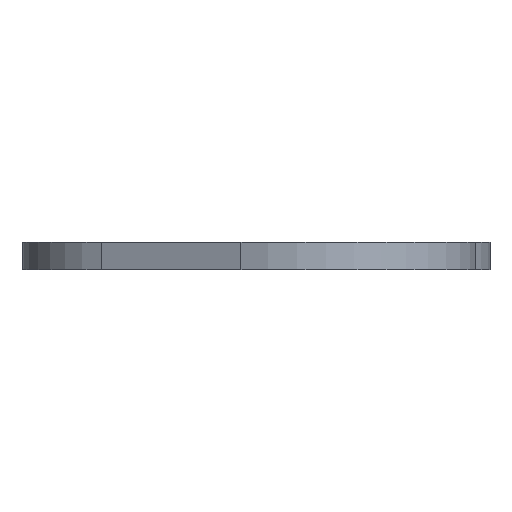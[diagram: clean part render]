
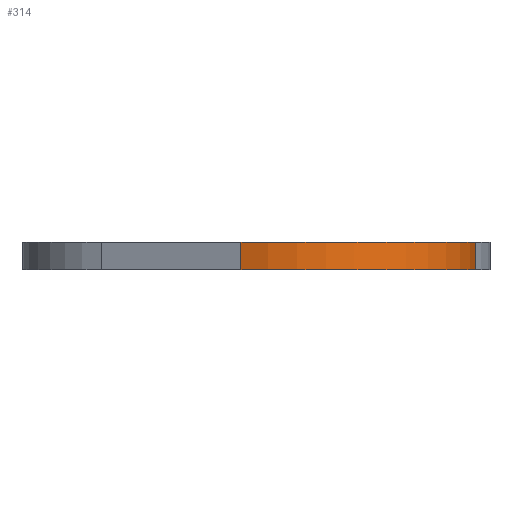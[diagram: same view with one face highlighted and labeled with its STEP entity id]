
A CAD part, left-side view. The second image highlights one B-rep face of the part: STEP entity #314.
In plain terms, the highlighted cylindrical face has radius 38.1 mm (diameter 76.2 mm), a partial arc.
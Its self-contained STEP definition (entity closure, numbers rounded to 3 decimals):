
#11 = CARTESIAN_POINT ( 'NONE',  ( 0., 0., 0. ) ) ;
#39 = CIRCLE ( 'NONE', #1233, 38.1 ) ;
#140 = DIRECTION ( 'NONE',  ( 0., 0., 1. ) ) ;
#233 = VERTEX_POINT ( 'NONE', #1833 ) ;
#314 = ADVANCED_FACE ( 'NONE', ( #454 ), #425, .T. ) ;
#425 = CYLINDRICAL_SURFACE ( 'NONE', #677, 38.1 ) ;
#441 = EDGE_CURVE ( 'NONE', #233, #979, #2372, .T. ) ;
#454 = FACE_OUTER_BOUND ( 'NONE', #2330, .T. ) ;
#490 = EDGE_CURVE ( 'NONE', #979, #2173, #39, .T. ) ;
#524 = ORIENTED_EDGE ( 'NONE', *, *, #1934, .F. ) ;
#552 = DIRECTION ( 'NONE',  ( 1., 0., 0. ) ) ;
#563 = DIRECTION ( 'NONE',  ( 0., 0., 1. ) ) ;
#624 = DIRECTION ( 'NONE',  ( 1., 0., 0. ) ) ;
#677 = AXIS2_PLACEMENT_3D ( 'NONE', #1162, #1787, #552 ) ;
#820 = ORIENTED_EDGE ( 'NONE', *, *, #441, .F. ) ;
#883 = CARTESIAN_POINT ( 'NONE',  ( 36.54, -10.79, -418.84 ) ) ;
#909 = DIRECTION ( 'NONE',  ( 0., 0., 1. ) ) ;
#963 = DIRECTION ( 'NONE',  ( 1., 0., 0. ) ) ;
#979 = VERTEX_POINT ( 'NONE', #1601 ) ;
#1162 = CARTESIAN_POINT ( 'NONE',  ( 0., 0., -418.84 ) ) ;
#1233 = AXIS2_PLACEMENT_3D ( 'NONE', #2189, #563, #963 ) ;
#1402 = VECTOR ( 'NONE', #909, 1000. ) ;
#1425 = VECTOR ( 'NONE', #140, 1000. ) ;
#1525 = ORIENTED_EDGE ( 'NONE', *, *, #490, .F. ) ;
#1575 = VERTEX_POINT ( 'NONE', #1996 ) ;
#1601 = CARTESIAN_POINT ( 'NONE',  ( -34.906, 15.27, 6.35 ) ) ;
#1672 = CARTESIAN_POINT ( 'NONE',  ( 36.54, -10.79, 6.35 ) ) ;
#1787 = DIRECTION ( 'NONE',  ( 0., 0., 1. ) ) ;
#1789 = ORIENTED_EDGE ( 'NONE', *, *, #2286, .T. ) ;
#1818 = AXIS2_PLACEMENT_3D ( 'NONE', #11, #2433, #624 ) ;
#1833 = CARTESIAN_POINT ( 'NONE',  ( -34.906, 15.27, 0. ) ) ;
#1934 = EDGE_CURVE ( 'NONE', #1575, #233, #2088, .T. ) ;
#1996 = CARTESIAN_POINT ( 'NONE',  ( 36.54, -10.79, 0. ) ) ;
#2088 = CIRCLE ( 'NONE', #1818, 38.1 ) ;
#2173 = VERTEX_POINT ( 'NONE', #1672 ) ;
#2189 = CARTESIAN_POINT ( 'NONE',  ( 0., 0., 6.35 ) ) ;
#2286 = EDGE_CURVE ( 'NONE', #1575, #2173, #2446, .T. ) ;
#2330 = EDGE_LOOP ( 'NONE', ( #524, #1789, #1525, #820 ) ) ;
#2368 = CARTESIAN_POINT ( 'NONE',  ( -34.906, 15.27, -418.84 ) ) ;
#2372 = LINE ( 'NONE', #2368, #1425 ) ;
#2433 = DIRECTION ( 'NONE',  ( 0., 0., -1. ) ) ;
#2446 = LINE ( 'NONE', #883, #1402 ) ;
